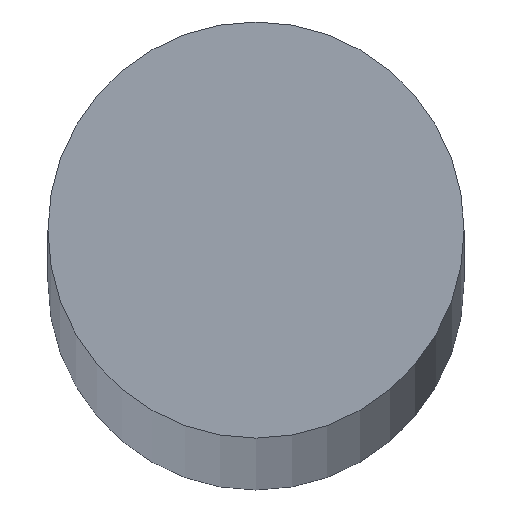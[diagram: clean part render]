
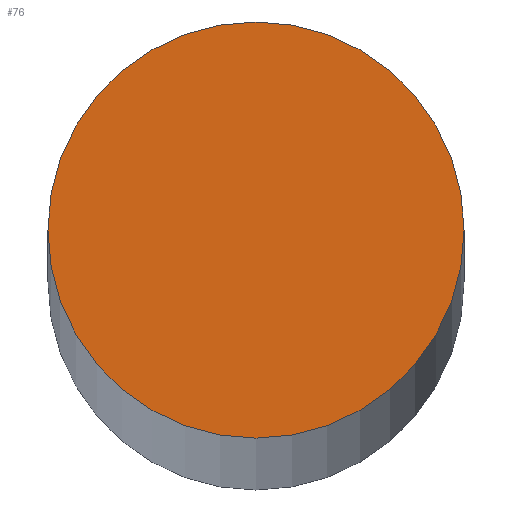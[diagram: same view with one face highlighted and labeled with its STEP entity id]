
A CAD part, top view. The second image highlights one B-rep face of the part: STEP entity #76.
In plain terms, the highlighted planar face has unit normal (0, 0, 1).
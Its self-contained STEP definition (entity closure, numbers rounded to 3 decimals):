
#1 = PLANE ( 'NONE',  #95 ) ;
#3 = CARTESIAN_POINT ( 'NONE',  ( 0., 7., 0. ) ) ;
#8 = DIRECTION ( 'NONE',  ( -1., 0., 0. ) ) ;
#10 = DIRECTION ( 'NONE',  ( 1., 0., 0. ) ) ;
#11 = DIRECTION ( 'NONE',  ( 0., 0., 1. ) ) ;
#17 = VERTEX_POINT ( 'NONE', #25 ) ;
#20 = CARTESIAN_POINT ( 'NONE',  ( 0., 0., 0. ) ) ;
#24 = DIRECTION ( 'NONE',  ( 0., 0., -1. ) ) ;
#25 = CARTESIAN_POINT ( 'NONE',  ( 7., 0., 0. ) ) ;
#47 = CIRCLE ( 'NONE', #89, 7. ) ;
#56 = EDGE_LOOP ( 'NONE', ( #64 ) ) ;
#64 = ORIENTED_EDGE ( 'NONE', *, *, #92, .T. ) ;
#69 = FACE_OUTER_BOUND ( 'NONE', #56, .T. ) ;
#76 = ADVANCED_FACE ( 'NONE', ( #69 ), #1, .F. ) ;
#89 = AXIS2_PLACEMENT_3D ( 'NONE', #20, #11, #10 ) ;
#92 = EDGE_CURVE ( 'NONE', #17, #17, #47, .T. ) ;
#95 = AXIS2_PLACEMENT_3D ( 'NONE', #3, #24, #8 ) ;
